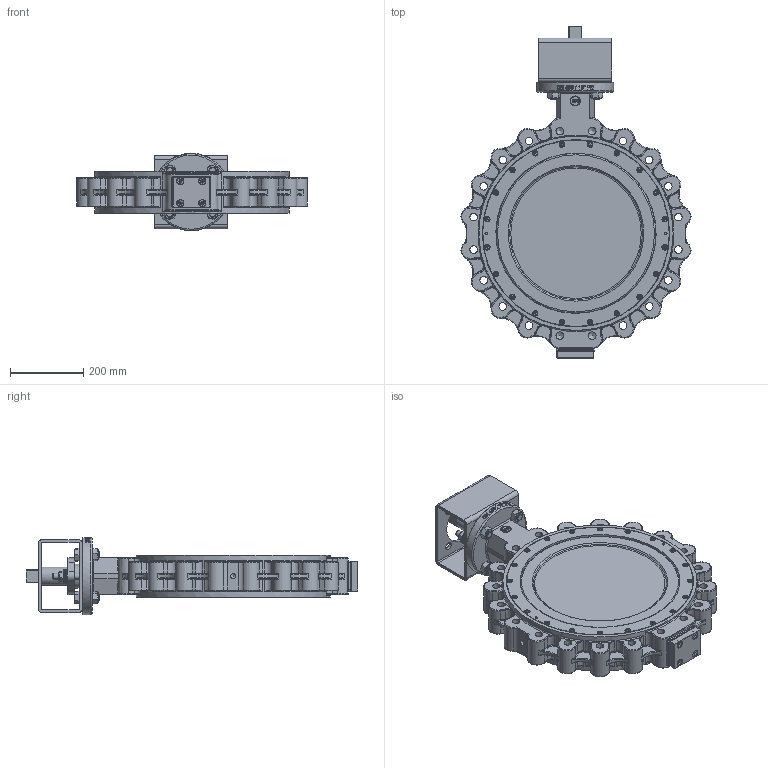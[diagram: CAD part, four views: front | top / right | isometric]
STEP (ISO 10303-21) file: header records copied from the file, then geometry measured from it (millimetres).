
FILE_DESCRIPTION((''),'2;1');
FILE_NAME('HP114 DN450-01.stp','2008-11-06T10:24:20',('hellwig'),(''),'Autodesk Inventor 2008','Autodesk Inventor 2008','');
FILE_SCHEMA(('AUTOMOTIVE_DESIGN { 1 0 10303 214 1 1 1 1 }'));
Length unit declared in the file: millimetre
Products named in the file (1): Bauteil20
Bounding box: 627.8 x 905.5 x 211 mm (x, y, z)
Volume: 21510289 mm3; surface area: 2102502.3 mm2
Topology: 70 solids, 70 shells, 2503 faces, 5947 edges, 3527 vertices
Faces by surface type: plane 785, bspline 728, cylinder 586, cone 215, torus 181, sphere 8
Full cylindrical faces by diameter (mm): 2 x1, 6 x4, 8 x20, 12 x4, 13 x20, 13.835 x1, 14 x3, 14.2 x3, 16 x4, 17.5 x2, 18 x4, 18.3 x12, 18.647 x4, 20 x8, 20.752 x12, 22 x8, 27.7 x4, 35.5 x12, 50 x2, 50.05 x6, 50.2 x5, 53 x1, 53.2 x1, 54.5 x1, 55 x1, 55.5 x1, 59 x2, 62.8 x1, 63.5 x1, 65.8 x1
Entity records: 109413 total; most frequent: CARTESIAN_POINT 56549, ORIENTED_EDGE 10110, DIRECTION 10014, EDGE_CURVE 5055, AXIS2_PLACEMENT_3D 4134, VERTEX_POINT 3305, EDGE_LOOP 3276, FACE_OUTER_BOUND 2503
